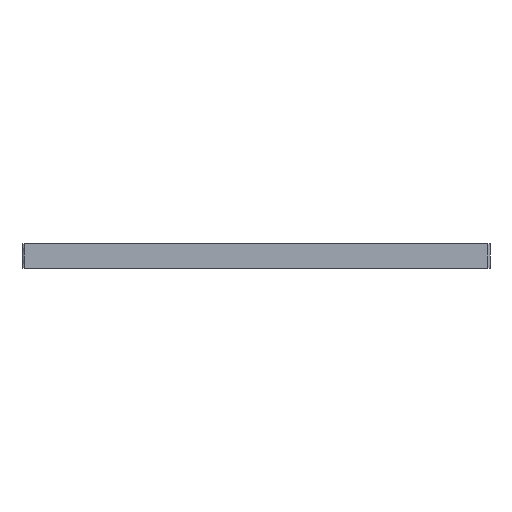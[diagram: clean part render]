
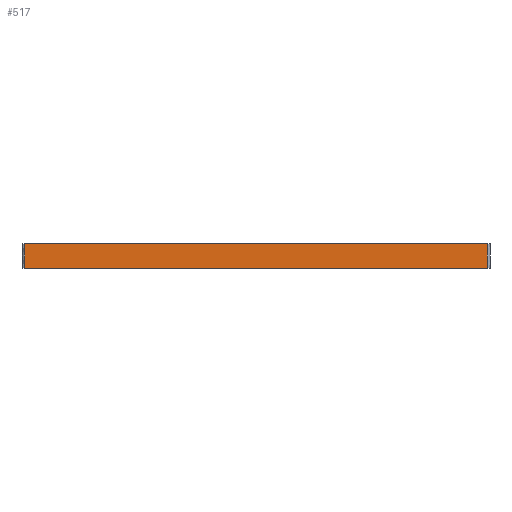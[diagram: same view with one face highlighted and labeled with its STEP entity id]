
A CAD part, front view. The second image highlights one B-rep face of the part: STEP entity #517.
In plain terms, the highlighted face is a extrusion surface.
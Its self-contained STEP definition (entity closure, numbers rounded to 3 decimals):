
#45 = SURFACE_OF_LINEAR_EXTRUSION('',#46,#50);
#46 = ( BOUNDED_CURVE() B_SPLINE_CURVE(2,(#47,#48,#49),.UNSPECIFIED.,.F.
,.F.) B_SPLINE_CURVE_WITH_KNOTS((3,3),(1.571,3.142),
.PIECEWISE_BEZIER_KNOTS.) CURVE() GEOMETRIC_REPRESENTATION_ITEM() 
RATIONAL_B_SPLINE_CURVE((1.,0.707,1.)) REPRESENTATION_ITEM('') 
  );
#47 = CARTESIAN_POINT('',(1.164,-125.331,0.));
#48 = CARTESIAN_POINT('',(1.05,-125.331,0.));
#49 = CARTESIAN_POINT('',(1.05,-125.217,0.));
#50 = VECTOR('',#51,1.);
#51 = DIRECTION('',(-0.,-0.,-1.));
#74 = PLANE('',#75);
#75 = AXIS2_PLACEMENT_3D('',#76,#77,#78);
#76 = CARTESIAN_POINT('',(10.111,-58.203,1.));
#77 = DIRECTION('',(0.,0.,1.));
#78 = DIRECTION('',(1.,0.,-0.));
#128 = PLANE('',#129);
#129 = AXIS2_PLACEMENT_3D('',#130,#131,#132);
#130 = CARTESIAN_POINT('',(10.111,-58.203,0.));
#131 = DIRECTION('',(0.,0.,1.));
#132 = DIRECTION('',(1.,0.,-0.));
#408 = SURFACE_OF_LINEAR_EXTRUSION('',#409,#413);
#409 = ( BOUNDED_CURVE() B_SPLINE_CURVE(2,(#410,#411,#412),
.UNSPECIFIED.,.F.,.F.) B_SPLINE_CURVE_WITH_KNOTS((3,3),(0.,
1.571),.PIECEWISE_BEZIER_KNOTS.) CURVE() 
GEOMETRIC_REPRESENTATION_ITEM() RATIONAL_B_SPLINE_CURVE((1.,
0.707,1.)) REPRESENTATION_ITEM('') );
#410 = CARTESIAN_POINT('',(19.95,-125.217,0.));
#411 = CARTESIAN_POINT('',(19.95,-125.331,0.));
#412 = CARTESIAN_POINT('',(19.836,-125.331,0.));
#413 = VECTOR('',#414,1.);
#414 = DIRECTION('',(-0.,-0.,-1.));
#446 = VERTEX_POINT('',#447);
#447 = CARTESIAN_POINT('',(19.836,-125.331,1.));
#468 = EDGE_CURVE('',#469,#446,#471,.T.);
#469 = VERTEX_POINT('',#470);
#470 = CARTESIAN_POINT('',(19.836,-125.331,0.));
#471 = SURFACE_CURVE('',#472,(#476,#483),.PCURVE_S1.);
#472 = LINE('',#473,#474);
#473 = CARTESIAN_POINT('',(19.836,-125.331,0.));
#474 = VECTOR('',#475,1.);
#475 = DIRECTION('',(0.,0.,1.));
#476 = PCURVE('',#408,#477);
#477 = DEFINITIONAL_REPRESENTATION('',(#478),#482);
#478 = LINE('',#479,#480);
#479 = CARTESIAN_POINT('',(1.571,0.));
#480 = VECTOR('',#481,1.);
#481 = DIRECTION('',(0.,-1.));
#482 = ( GEOMETRIC_REPRESENTATION_CONTEXT(2) 
PARAMETRIC_REPRESENTATION_CONTEXT() REPRESENTATION_CONTEXT('2D SPACE',''
  ) );
#483 = PCURVE('',#484,#490);
#484 = SURFACE_OF_LINEAR_EXTRUSION('',#485,#488);
#485 = B_SPLINE_CURVE_WITH_KNOTS('',1,(#486,#487),.UNSPECIFIED.,.F.,.F.,
  (2,2),(0.,18.672),.PIECEWISE_BEZIER_KNOTS.);
#486 = CARTESIAN_POINT('',(19.836,-125.331,0.));
#487 = CARTESIAN_POINT('',(1.164,-125.331,0.));
#488 = VECTOR('',#489,1.);
#489 = DIRECTION('',(-0.,-0.,-1.));
#490 = DEFINITIONAL_REPRESENTATION('',(#491),#495);
#491 = LINE('',#492,#493);
#492 = CARTESIAN_POINT('',(0.,0.));
#493 = VECTOR('',#494,1.);
#494 = DIRECTION('',(0.,-1.));
#495 = ( GEOMETRIC_REPRESENTATION_CONTEXT(2) 
PARAMETRIC_REPRESENTATION_CONTEXT() REPRESENTATION_CONTEXT('2D SPACE',''
  ) );
#517 = ADVANCED_FACE('',(#518),#484,.T.);
#518 = FACE_BOUND('',#519,.T.);
#519 = EDGE_LOOP('',(#520,#521,#542,#565));
#520 = ORIENTED_EDGE('',*,*,#468,.T.);
#521 = ORIENTED_EDGE('',*,*,#522,.T.);
#522 = EDGE_CURVE('',#446,#523,#525,.T.);
#523 = VERTEX_POINT('',#524);
#524 = CARTESIAN_POINT('',(1.164,-125.331,1.));
#525 = SURFACE_CURVE('',#526,(#529,#536),.PCURVE_S1.);
#526 = B_SPLINE_CURVE_WITH_KNOTS('',1,(#527,#528),.UNSPECIFIED.,.F.,.F.,
  (2,2),(0.,18.672),.PIECEWISE_BEZIER_KNOTS.);
#527 = CARTESIAN_POINT('',(19.836,-125.331,1.));
#528 = CARTESIAN_POINT('',(1.164,-125.331,1.));
#529 = PCURVE('',#484,#530);
#530 = DEFINITIONAL_REPRESENTATION('',(#531),#535);
#531 = LINE('',#532,#533);
#532 = CARTESIAN_POINT('',(0.,-1.));
#533 = VECTOR('',#534,1.);
#534 = DIRECTION('',(1.,0.));
#535 = ( GEOMETRIC_REPRESENTATION_CONTEXT(2) 
PARAMETRIC_REPRESENTATION_CONTEXT() REPRESENTATION_CONTEXT('2D SPACE',''
  ) );
#536 = PCURVE('',#74,#537);
#537 = DEFINITIONAL_REPRESENTATION('',(#538),#541);
#538 = B_SPLINE_CURVE_WITH_KNOTS('',1,(#539,#540),.UNSPECIFIED.,.F.,.F.,
  (2,2),(0.,18.672),.PIECEWISE_BEZIER_KNOTS.);
#539 = CARTESIAN_POINT('',(9.725,-67.127));
#540 = CARTESIAN_POINT('',(-8.946,-67.127));
#541 = ( GEOMETRIC_REPRESENTATION_CONTEXT(2) 
PARAMETRIC_REPRESENTATION_CONTEXT() REPRESENTATION_CONTEXT('2D SPACE',''
  ) );
#542 = ORIENTED_EDGE('',*,*,#543,.F.);
#543 = EDGE_CURVE('',#544,#523,#546,.T.);
#544 = VERTEX_POINT('',#545);
#545 = CARTESIAN_POINT('',(1.164,-125.331,0.));
#546 = SURFACE_CURVE('',#547,(#551,#558),.PCURVE_S1.);
#547 = LINE('',#548,#549);
#548 = CARTESIAN_POINT('',(1.164,-125.331,0.));
#549 = VECTOR('',#550,1.);
#550 = DIRECTION('',(0.,0.,1.));
#551 = PCURVE('',#484,#552);
#552 = DEFINITIONAL_REPRESENTATION('',(#553),#557);
#553 = LINE('',#554,#555);
#554 = CARTESIAN_POINT('',(18.672,0.));
#555 = VECTOR('',#556,1.);
#556 = DIRECTION('',(0.,-1.));
#557 = ( GEOMETRIC_REPRESENTATION_CONTEXT(2) 
PARAMETRIC_REPRESENTATION_CONTEXT() REPRESENTATION_CONTEXT('2D SPACE',''
  ) );
#558 = PCURVE('',#45,#559);
#559 = DEFINITIONAL_REPRESENTATION('',(#560),#564);
#560 = LINE('',#561,#562);
#561 = CARTESIAN_POINT('',(1.571,0.));
#562 = VECTOR('',#563,1.);
#563 = DIRECTION('',(0.,-1.));
#564 = ( GEOMETRIC_REPRESENTATION_CONTEXT(2) 
PARAMETRIC_REPRESENTATION_CONTEXT() REPRESENTATION_CONTEXT('2D SPACE',''
  ) );
#565 = ORIENTED_EDGE('',*,*,#566,.F.);
#566 = EDGE_CURVE('',#469,#544,#567,.T.);
#567 = SURFACE_CURVE('',#568,(#571,#578),.PCURVE_S1.);
#568 = B_SPLINE_CURVE_WITH_KNOTS('',1,(#569,#570),.UNSPECIFIED.,.F.,.F.,
  (2,2),(0.,18.672),.PIECEWISE_BEZIER_KNOTS.);
#569 = CARTESIAN_POINT('',(19.836,-125.331,0.));
#570 = CARTESIAN_POINT('',(1.164,-125.331,0.));
#571 = PCURVE('',#484,#572);
#572 = DEFINITIONAL_REPRESENTATION('',(#573),#577);
#573 = LINE('',#574,#575);
#574 = CARTESIAN_POINT('',(0.,0.));
#575 = VECTOR('',#576,1.);
#576 = DIRECTION('',(1.,0.));
#577 = ( GEOMETRIC_REPRESENTATION_CONTEXT(2) 
PARAMETRIC_REPRESENTATION_CONTEXT() REPRESENTATION_CONTEXT('2D SPACE',''
  ) );
#578 = PCURVE('',#128,#579);
#579 = DEFINITIONAL_REPRESENTATION('',(#580),#583);
#580 = B_SPLINE_CURVE_WITH_KNOTS('',1,(#581,#582),.UNSPECIFIED.,.F.,.F.,
  (2,2),(0.,18.672),.PIECEWISE_BEZIER_KNOTS.);
#581 = CARTESIAN_POINT('',(9.725,-67.127));
#582 = CARTESIAN_POINT('',(-8.946,-67.127));
#583 = ( GEOMETRIC_REPRESENTATION_CONTEXT(2) 
PARAMETRIC_REPRESENTATION_CONTEXT() REPRESENTATION_CONTEXT('2D SPACE',''
  ) );
